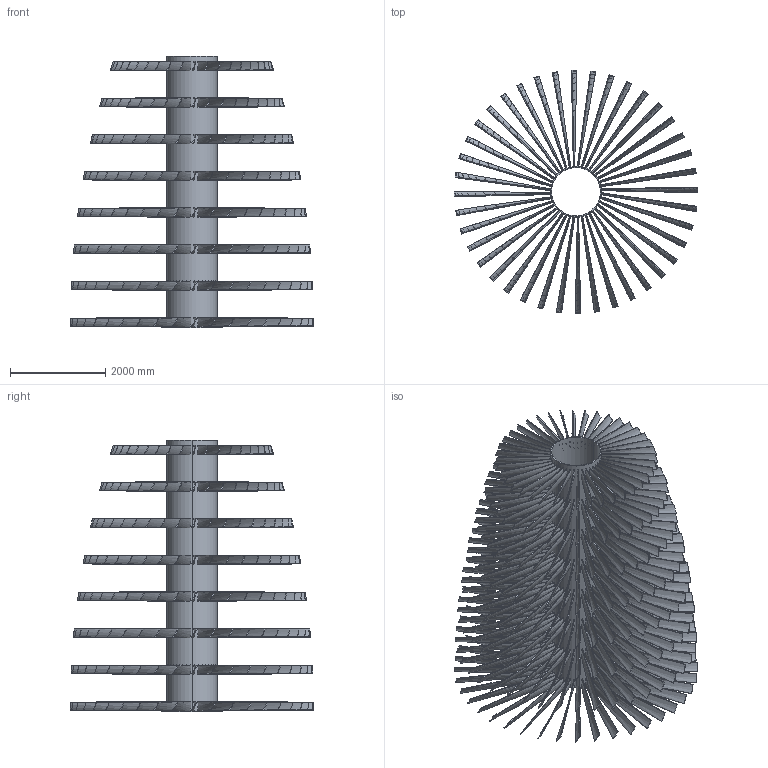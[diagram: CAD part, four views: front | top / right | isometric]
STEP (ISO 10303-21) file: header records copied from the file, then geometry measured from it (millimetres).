
FILE_DESCRIPTION(('FreeCAD Model'),'2;1');
FILE_NAME('Open CASCADE Shape Model','2025-04-27T10:36:59',('FreeCAD'),( 'FreeCAD'),'Open CASCADE STEP processor 7.6','FreeCAD','Unknown');
FILE_SCHEMA(('AUTOMOTIVE_DESIGN { 1 0 10303 214 1 1 1 1 }'));
Products named in the file (1): Open CASCADE STEP translator 7.6 1
Bounding box: 5108.9 x 5108.83 x 5700.31 mm (x, y, z)
Volume: 1941688913 mm3; surface area: 270417770 mm2
Topology: 321 solids, 321 shells, 1940 faces, 3894 edges, 2596 vertices
Faces by surface type: bspline 1940
Entity records: 125034 total; most frequent: CARTESIAN_POINT 99121, ORIENTED_EDGE 7788, EDGE_CURVE 3894, B_SPLINE_CURVE_WITH_KNOTS 3872, VERTEX_POINT 2596, FACE_BOUND 1942, EDGE_LOOP 1942, ADVANCED_FACE 1940
